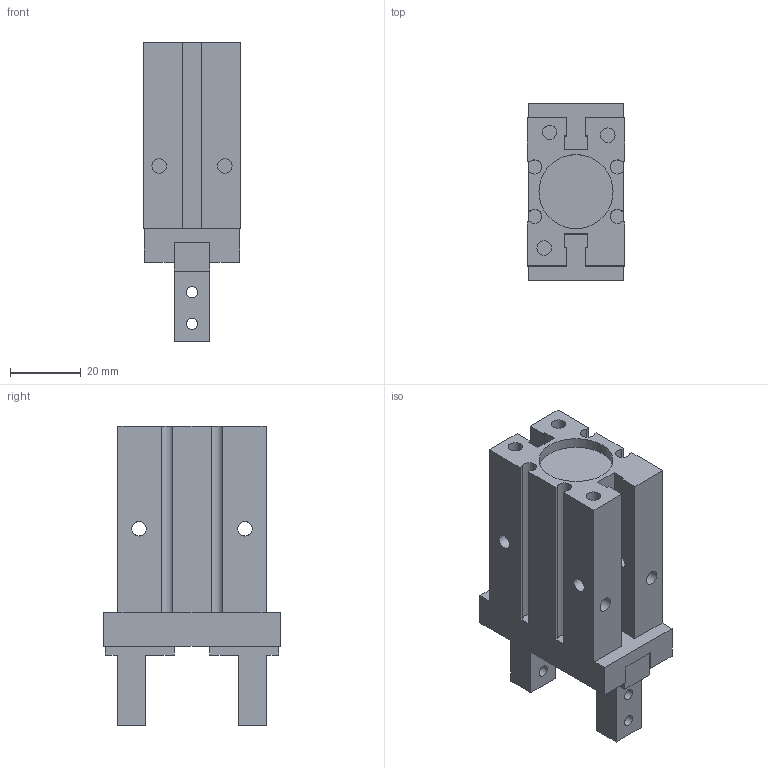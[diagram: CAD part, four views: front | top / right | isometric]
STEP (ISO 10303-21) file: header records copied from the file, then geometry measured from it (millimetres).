
FILE_DESCRIPTION((''),'2;1');
FILE_NAME('6310_20_##.stp','2011-04-16T09:32:15',('airolcr1'),(''),'Autodesk Inventor 2011','Autodesk Inventor 2011','');
FILE_SCHEMA(('AUTOMOTIVE_DESIGN { 1 0 10303 214 1 1 1 1 }'));
Length unit declared in the file: millimetre
Products named in the file (3): 6310_20_##; CORPO Ø20; DITO Ø20
Assembly tree (3 placements, depth 2):
  6310_20_##
    CORPO Ø20
    DITO Ø20  x2
Bounding box: 27.6 x 50 x 84.8 mm (x, y, z)
Volume: 66382.9 mm3; surface area: 20413.8 mm2
Topology: 3 solids, 3 shells, 106 faces, 280 edges, 184 vertices
Faces by surface type: plane 86, cylinder 20
Full cylindrical faces by diameter (mm): 3.242 x4, 4 x1, 4.134 x10, 21 x1
Entity records: 2965 total; most frequent: CARTESIAN_POINT 484, DIRECTION 468, ORIENTED_EDGE 456, EDGE_CURVE 228, VECTOR 188, LINE 188, VERTEX_POINT 156, AXIS2_PLACEMENT_3D 140
